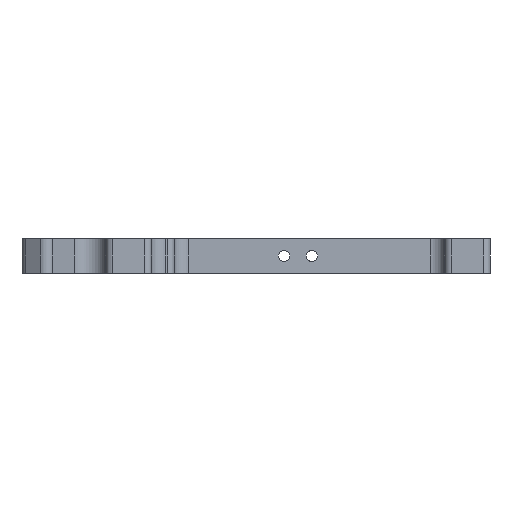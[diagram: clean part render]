
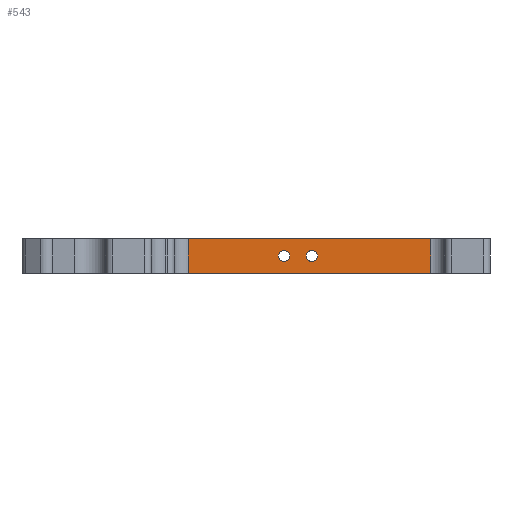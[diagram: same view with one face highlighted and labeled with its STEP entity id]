
A CAD part, front view. The second image highlights one B-rep face of the part: STEP entity #543.
In plain terms, the highlighted planar face has unit normal (0, -1, 0).
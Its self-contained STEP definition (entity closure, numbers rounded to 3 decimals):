
#19 = VERTEX_POINT ( 'NONE', #1575 ) ;
#51 = EDGE_CURVE ( 'NONE', #819, #1452, #767, .T. ) ;
#91 = CIRCLE ( 'NONE', #1691, 1.65 ) ;
#142 = LINE ( 'NONE', #731, #1804 ) ;
#150 = AXIS2_PLACEMENT_3D ( 'NONE', #324, #1721, #2078 ) ;
#156 = DIRECTION ( 'NONE',  ( 0., -1., 0. ) ) ;
#271 = ORIENTED_EDGE ( 'NONE', *, *, #2085, .T. ) ;
#274 = EDGE_LOOP ( 'NONE', ( #315, #1560 ) ) ;
#284 = FACE_BOUND ( 'NONE', #881, .T. ) ;
#287 = DIRECTION ( 'NONE',  ( 0., 0., -1. ) ) ;
#299 = CARTESIAN_POINT ( 'NONE',  ( -31.5, -10., 10. ) ) ;
#304 = EDGE_CURVE ( 'NONE', #1849, #19, #142, .T. ) ;
#315 = ORIENTED_EDGE ( 'NONE', *, *, #614, .F. ) ;
#324 = CARTESIAN_POINT ( 'NONE',  ( 4., -10., 5. ) ) ;
#389 = LINE ( 'NONE', #299, #679 ) ;
#392 = LINE ( 'NONE', #1897, #1773 ) ;
#494 = VERTEX_POINT ( 'NONE', #1490 ) ;
#538 = EDGE_CURVE ( 'NONE', #494, #1849, #392, .T. ) ;
#543 = ADVANCED_FACE ( 'NONE', ( #284, #2237, #1635 ), #2223, .T. ) ;
#556 = CARTESIAN_POINT ( 'NONE',  ( -4., -10., 6.65 ) ) ;
#578 = CARTESIAN_POINT ( 'NONE',  ( 4., -10., 3.35 ) ) ;
#589 = EDGE_CURVE ( 'NONE', #1842, #19, #389, .T. ) ;
#614 = EDGE_CURVE ( 'NONE', #920, #1102, #91, .T. ) ;
#679 = VECTOR ( 'NONE', #1170, 1000. ) ;
#693 = DIRECTION ( 'NONE',  ( 1., 0., 0. ) ) ;
#700 = CIRCLE ( 'NONE', #1410, 1.65 ) ;
#731 = CARTESIAN_POINT ( 'NONE',  ( 0., -10., 0. ) ) ;
#767 = CIRCLE ( 'NONE', #1579, 1.65 ) ;
#781 = CARTESIAN_POINT ( 'NONE',  ( -4., -10., 5. ) ) ;
#806 = DIRECTION ( 'NONE',  ( 1., 0., 0. ) ) ;
#819 = VERTEX_POINT ( 'NONE', #1664 ) ;
#881 = EDGE_LOOP ( 'NONE', ( #2081, #938 ) ) ;
#920 = VERTEX_POINT ( 'NONE', #1468 ) ;
#938 = ORIENTED_EDGE ( 'NONE', *, *, #51, .F. ) ;
#975 = CARTESIAN_POINT ( 'NONE',  ( 0., -10., 10. ) ) ;
#1102 = VERTEX_POINT ( 'NONE', #578 ) ;
#1170 = DIRECTION ( 'NONE',  ( 0., 0., -1. ) ) ;
#1178 = DIRECTION ( 'NONE',  ( 1., 0., 0. ) ) ;
#1222 = DIRECTION ( 'NONE',  ( 1., 0., 0. ) ) ;
#1231 = CARTESIAN_POINT ( 'NONE',  ( -4., -10., 5. ) ) ;
#1322 = DIRECTION ( 'NONE',  ( -1., 0., 0. ) ) ;
#1410 = AXIS2_PLACEMENT_3D ( 'NONE', #781, #1824, #806 ) ;
#1452 = VERTEX_POINT ( 'NONE', #556 ) ;
#1454 = DIRECTION ( 'NONE',  ( -1., 0., 0. ) ) ;
#1468 = CARTESIAN_POINT ( 'NONE',  ( 4., -10., 6.65 ) ) ;
#1490 = CARTESIAN_POINT ( 'NONE',  ( 38., -10., 10. ) ) ;
#1537 = EDGE_CURVE ( 'NONE', #1452, #819, #700, .T. ) ;
#1560 = ORIENTED_EDGE ( 'NONE', *, *, #1688, .F. ) ;
#1575 = CARTESIAN_POINT ( 'NONE',  ( -31.5, -10., 0. ) ) ;
#1579 = AXIS2_PLACEMENT_3D ( 'NONE', #1231, #156, #1222 ) ;
#1623 = ORIENTED_EDGE ( 'NONE', *, *, #589, .T. ) ;
#1635 = FACE_OUTER_BOUND ( 'NONE', #1706, .T. ) ;
#1664 = CARTESIAN_POINT ( 'NONE',  ( -4., -10., 3.35 ) ) ;
#1688 = EDGE_CURVE ( 'NONE', #1102, #920, #1799, .T. ) ;
#1691 = AXIS2_PLACEMENT_3D ( 'NONE', #1716, #1767, #693 ) ;
#1706 = EDGE_LOOP ( 'NONE', ( #2257, #2016, #271, #1623 ) ) ;
#1716 = CARTESIAN_POINT ( 'NONE',  ( 4., -10., 5. ) ) ;
#1721 = DIRECTION ( 'NONE',  ( 0., -1., 0. ) ) ;
#1762 = CARTESIAN_POINT ( 'NONE',  ( -31.5, -10., 10. ) ) ;
#1767 = DIRECTION ( 'NONE',  ( 0., -1., 0. ) ) ;
#1773 = VECTOR ( 'NONE', #287, 1000. ) ;
#1799 = CIRCLE ( 'NONE', #150, 1.65 ) ;
#1804 = VECTOR ( 'NONE', #1454, 1000. ) ;
#1824 = DIRECTION ( 'NONE',  ( 0., -1., 0. ) ) ;
#1825 = VECTOR ( 'NONE', #1322, 1000. ) ;
#1842 = VERTEX_POINT ( 'NONE', #1762 ) ;
#1849 = VERTEX_POINT ( 'NONE', #1956 ) ;
#1897 = CARTESIAN_POINT ( 'NONE',  ( 38., -10., 10. ) ) ;
#1901 = DIRECTION ( 'NONE',  ( 0., -1., 0. ) ) ;
#1956 = CARTESIAN_POINT ( 'NONE',  ( 38., -10., 0. ) ) ;
#2016 = ORIENTED_EDGE ( 'NONE', *, *, #538, .F. ) ;
#2062 = CARTESIAN_POINT ( 'NONE',  ( 0., -10., 10. ) ) ;
#2078 = DIRECTION ( 'NONE',  ( 1., 0., 0. ) ) ;
#2081 = ORIENTED_EDGE ( 'NONE', *, *, #1537, .F. ) ;
#2085 = EDGE_CURVE ( 'NONE', #494, #1842, #2287, .T. ) ;
#2210 = AXIS2_PLACEMENT_3D ( 'NONE', #2062, #1901, #1178 ) ;
#2223 = PLANE ( 'NONE',  #2210 ) ;
#2237 = FACE_BOUND ( 'NONE', #274, .T. ) ;
#2257 = ORIENTED_EDGE ( 'NONE', *, *, #304, .F. ) ;
#2287 = LINE ( 'NONE', #975, #1825 ) ;
